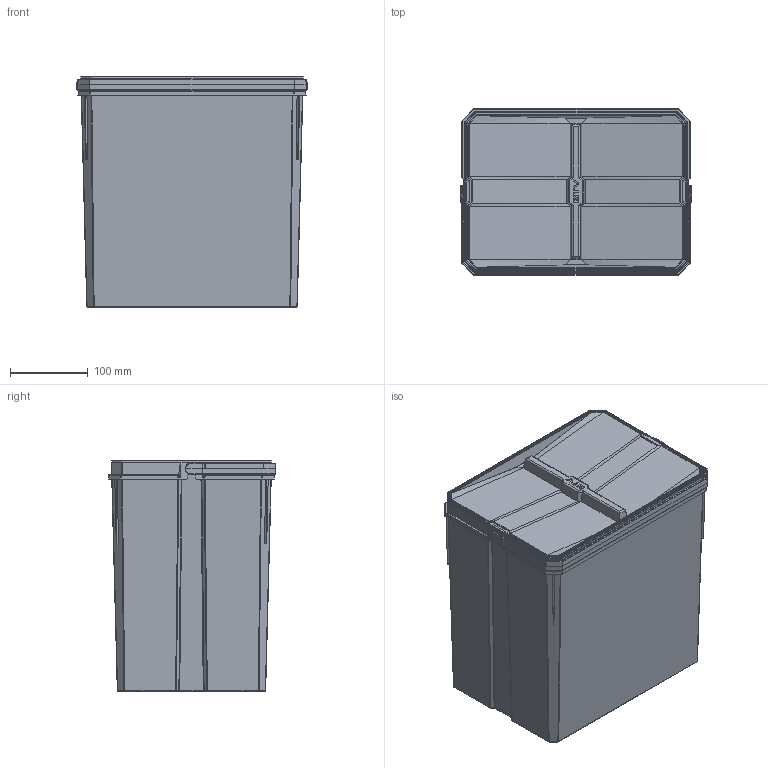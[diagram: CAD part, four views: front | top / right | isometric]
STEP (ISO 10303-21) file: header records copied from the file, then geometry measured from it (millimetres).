
FILE_DESCRIPTION(/* description */ (''),/* implementation_level */ '2;1');
FILE_NAME(/* name */ 'KOSZ_15L.stp',/* time_stamp */ '2023-06-27T15:51:34+02:00',/* author */ ('tomaszw'),/* organization */ (''),/* preprocessor_version */ 'ST-DEVELOPER v19.2',/* originating_system */ 'Autodesk Inventor 2023',/* authorisation */ '');
FILE_SCHEMA (('AUTOMOTIVE_DESIGN { 1 0 10303 214 3 1 1 }'));
Products named in the file (4): KOSZ_15_26.01.2022; kosz_15_rączka; kosz_15_pokrywka; kosz_15_wiadro
Assembly tree (3 placements, depth 2):
  KOSZ_15_26.01.2022
    kosz_15_rączka
    kosz_15_pokrywka
    kosz_15_wiadro
Bounding box: 296.47 x 215.14 x 297.44 mm (x, y, z)
Volume: 677987.9 mm3; surface area: 828614.7 mm2
Topology: 3 solids, 3 shells, 1794 faces, 4702 edges, 2902 vertices
Faces by surface type: plane 694, cylinder 615, bspline 408, sphere 36, torus 26, cone 15
Full cylindrical faces by diameter (mm): 4.6 x2, 7.5 x2, 8 x1
Entity records: 74005 total; most frequent: CARTESIAN_POINT 29736, ORIENTED_EDGE 9300, DIRECTION 8342, EDGE_CURVE 4650, VERTEX_POINT 2902, AXIS2_PLACEMENT_3D 2838, LINE 2666, VECTOR 2666
